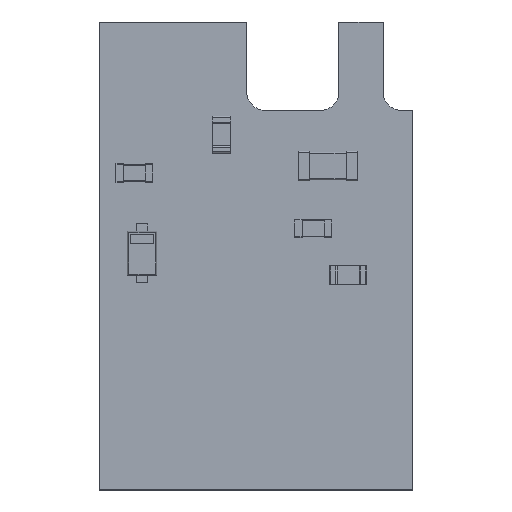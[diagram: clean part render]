
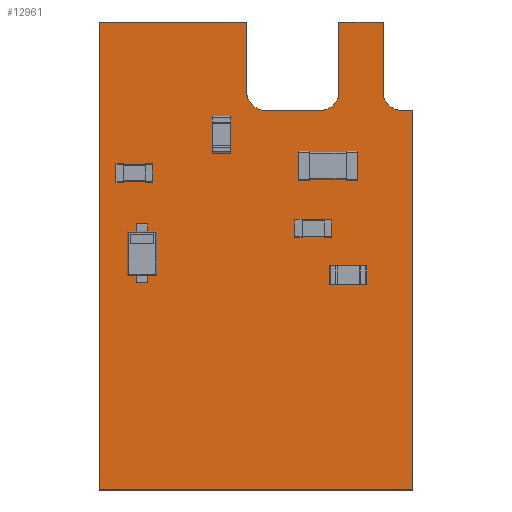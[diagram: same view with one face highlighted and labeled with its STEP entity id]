
A CAD part, top view. The second image highlights one B-rep face of the part: STEP entity #12961.
In plain terms, the highlighted planar face has unit normal (0, 0, 1).
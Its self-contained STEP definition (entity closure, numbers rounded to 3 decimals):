
#12538 = VERTEX_POINT('',#12539);
#12539 = CARTESIAN_POINT('',(104.,-101.9,0.91));
#12545 = EDGE_CURVE('',#12538,#12546,#12548,.T.);
#12546 = VERTEX_POINT('',#12547);
#12547 = CARTESIAN_POINT('',(104.5,-102.4,0.91));
#12548 = CIRCLE('',#12549,0.5);
#12549 = AXIS2_PLACEMENT_3D('',#12550,#12551,#12552);
#12550 = CARTESIAN_POINT('',(104.5,-101.9,0.91));
#12551 = DIRECTION('',(0.,0.,1.));
#12552 = DIRECTION('',(-1.,0.,0.));
#12578 = EDGE_CURVE('',#12546,#12579,#12581,.T.);
#12579 = VERTEX_POINT('',#12580);
#12580 = CARTESIAN_POINT('',(106.,-102.4,0.91));
#12581 = LINE('',#12582,#12583);
#12582 = CARTESIAN_POINT('',(104.5,-102.4,0.91));
#12583 = VECTOR('',#12584,1.);
#12584 = DIRECTION('',(1.,0.,0.));
#12609 = EDGE_CURVE('',#12579,#12610,#12612,.T.);
#12610 = VERTEX_POINT('',#12611);
#12611 = CARTESIAN_POINT('',(106.5,-101.9,0.91));
#12612 = CIRCLE('',#12613,0.5);
#12613 = AXIS2_PLACEMENT_3D('',#12614,#12615,#12616);
#12614 = CARTESIAN_POINT('',(106.,-101.9,0.91));
#12615 = DIRECTION('',(0.,0.,1.));
#12616 = DIRECTION('',(0.,-1.,0.));
#12642 = EDGE_CURVE('',#12610,#12643,#12645,.T.);
#12643 = VERTEX_POINT('',#12644);
#12644 = CARTESIAN_POINT('',(106.5,-100.,0.91));
#12645 = LINE('',#12646,#12647);
#12646 = CARTESIAN_POINT('',(106.5,-101.9,0.91));
#12647 = VECTOR('',#12648,1.);
#12648 = DIRECTION('',(0.,1.,0.));
#12673 = EDGE_CURVE('',#12643,#12674,#12676,.T.);
#12674 = VERTEX_POINT('',#12675);
#12675 = CARTESIAN_POINT('',(107.7,-100.,0.91));
#12676 = LINE('',#12677,#12678);
#12677 = CARTESIAN_POINT('',(106.5,-100.,0.91));
#12678 = VECTOR('',#12679,1.);
#12679 = DIRECTION('',(1.,0.,0.));
#12704 = EDGE_CURVE('',#12674,#12705,#12707,.T.);
#12705 = VERTEX_POINT('',#12706);
#12706 = CARTESIAN_POINT('',(107.7,-101.9,0.91));
#12707 = LINE('',#12708,#12709);
#12708 = CARTESIAN_POINT('',(107.7,-100.,0.91));
#12709 = VECTOR('',#12710,1.);
#12710 = DIRECTION('',(0.,-1.,0.));
#12735 = EDGE_CURVE('',#12705,#12736,#12738,.T.);
#12736 = VERTEX_POINT('',#12737);
#12737 = CARTESIAN_POINT('',(108.2,-102.4,0.91));
#12738 = CIRCLE('',#12739,0.5);
#12739 = AXIS2_PLACEMENT_3D('',#12740,#12741,#12742);
#12740 = CARTESIAN_POINT('',(108.2,-101.9,0.91));
#12741 = DIRECTION('',(0.,0.,1.));
#12742 = DIRECTION('',(-1.,0.,0.));
#12768 = EDGE_CURVE('',#12736,#12769,#12771,.T.);
#12769 = VERTEX_POINT('',#12770);
#12770 = CARTESIAN_POINT('',(108.5,-102.4,0.91));
#12771 = LINE('',#12772,#12773);
#12772 = CARTESIAN_POINT('',(108.2,-102.4,0.91));
#12773 = VECTOR('',#12774,1.);
#12774 = DIRECTION('',(1.,0.,0.));
#12799 = EDGE_CURVE('',#12769,#12800,#12802,.T.);
#12800 = VERTEX_POINT('',#12801);
#12801 = CARTESIAN_POINT('',(108.5,-112.7,0.91));
#12802 = LINE('',#12803,#12804);
#12803 = CARTESIAN_POINT('',(108.5,-102.4,0.91));
#12804 = VECTOR('',#12805,1.);
#12805 = DIRECTION('',(0.,-1.,0.));
#12830 = EDGE_CURVE('',#12800,#12831,#12833,.T.);
#12831 = VERTEX_POINT('',#12832);
#12832 = CARTESIAN_POINT('',(100.,-112.7,0.91));
#12833 = LINE('',#12834,#12835);
#12834 = CARTESIAN_POINT('',(108.5,-112.7,0.91));
#12835 = VECTOR('',#12836,1.);
#12836 = DIRECTION('',(-1.,0.,0.));
#12861 = EDGE_CURVE('',#12831,#12862,#12864,.T.);
#12862 = VERTEX_POINT('',#12863);
#12863 = CARTESIAN_POINT('',(100.,-100.,0.91));
#12864 = LINE('',#12865,#12866);
#12865 = CARTESIAN_POINT('',(100.,-112.7,0.91));
#12866 = VECTOR('',#12867,1.);
#12867 = DIRECTION('',(0.,1.,0.));
#12892 = EDGE_CURVE('',#12862,#12893,#12895,.T.);
#12893 = VERTEX_POINT('',#12894);
#12894 = CARTESIAN_POINT('',(104.,-100.,0.91));
#12895 = LINE('',#12896,#12897);
#12896 = CARTESIAN_POINT('',(100.,-100.,0.91));
#12897 = VECTOR('',#12898,1.);
#12898 = DIRECTION('',(1.,0.,0.));
#12923 = EDGE_CURVE('',#12893,#12538,#12924,.T.);
#12924 = LINE('',#12925,#12926);
#12925 = CARTESIAN_POINT('',(104.,-100.,0.91));
#12926 = VECTOR('',#12927,1.);
#12927 = DIRECTION('',(0.,-1.,0.));
#12961 = ADVANCED_FACE('',(#12962),#12977,.T.);
#12962 = FACE_BOUND('',#12963,.F.);
#12963 = EDGE_LOOP('',(#12964,#12965,#12966,#12967,#12968,#12969,#12970,
    #12971,#12972,#12973,#12974,#12975,#12976));
#12964 = ORIENTED_EDGE('',*,*,#12545,.T.);
#12965 = ORIENTED_EDGE('',*,*,#12578,.T.);
#12966 = ORIENTED_EDGE('',*,*,#12609,.T.);
#12967 = ORIENTED_EDGE('',*,*,#12642,.T.);
#12968 = ORIENTED_EDGE('',*,*,#12673,.T.);
#12969 = ORIENTED_EDGE('',*,*,#12704,.T.);
#12970 = ORIENTED_EDGE('',*,*,#12735,.T.);
#12971 = ORIENTED_EDGE('',*,*,#12768,.T.);
#12972 = ORIENTED_EDGE('',*,*,#12799,.T.);
#12973 = ORIENTED_EDGE('',*,*,#12830,.T.);
#12974 = ORIENTED_EDGE('',*,*,#12861,.T.);
#12975 = ORIENTED_EDGE('',*,*,#12892,.T.);
#12976 = ORIENTED_EDGE('',*,*,#12923,.T.);
#12977 = PLANE('',#12978);
#12978 = AXIS2_PLACEMENT_3D('',#12979,#12980,#12981);
#12979 = CARTESIAN_POINT('',(0.,0.,0.91));
#12980 = DIRECTION('',(0.,0.,1.));
#12981 = DIRECTION('',(1.,0.,-0.));
